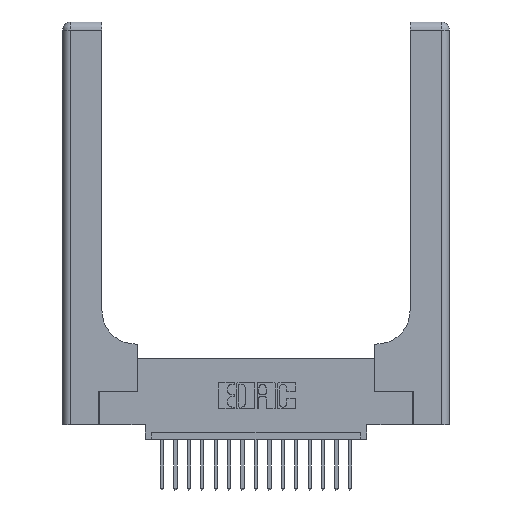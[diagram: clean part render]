
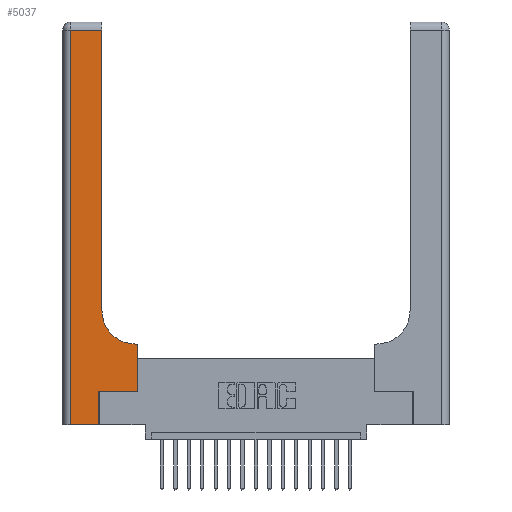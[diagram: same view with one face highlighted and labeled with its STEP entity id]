
A CAD part, top view. The second image highlights one B-rep face of the part: STEP entity #5037.
In plain terms, the highlighted planar face has unit normal (0, 0, 1).
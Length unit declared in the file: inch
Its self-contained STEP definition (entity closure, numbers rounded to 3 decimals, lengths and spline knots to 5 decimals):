
#92 = VERTEX_POINT ( 'NONE', #19467 ) ;
#146 = EDGE_CURVE ( 'NONE', #19473, #15948, #11475, .T. ) ;
#154 = ORIENTED_EDGE ( 'NONE', *, *, #146, .T. ) ;
#472 = VERTEX_POINT ( 'NONE', #1353 ) ;
#1353 = CARTESIAN_POINT ( 'NONE',  ( 0.269, 0., 0.37 ) ) ;
#1379 = VECTOR ( 'NONE', #14037, 39.37008 ) ;
#1940 = VECTOR ( 'NONE', #2789, 39.37008 ) ;
#2212 = CARTESIAN_POINT ( 'NONE',  ( 0.2915, 3., 0.37 ) ) ;
#2557 = EDGE_LOOP ( 'NONE', ( #20249, #154, #3474, #7902, #4018, #9353, #19895, #6830, #12599 ) ) ;
#2789 = DIRECTION ( 'NONE',  ( 0., 1., 0. ) ) ;
#3026 = CARTESIAN_POINT ( 'NONE',  ( 0.269, 0.25, 0.37 ) ) ;
#3034 = DIRECTION ( 'NONE',  ( -1., 0., 0. ) ) ;
#3155 = DIRECTION ( 'NONE',  ( 0., 0., -1. ) ) ;
#3474 = ORIENTED_EDGE ( 'NONE', *, *, #19536, .T. ) ;
#3519 = CARTESIAN_POINT ( 'NONE',  ( 0.2915, 0.6, 0.37 ) ) ;
#3816 = VERTEX_POINT ( 'NONE', #13219 ) ;
#4018 = ORIENTED_EDGE ( 'NONE', *, *, #18257, .T. ) ;
#4257 = EDGE_CURVE ( 'NONE', #5636, #19473, #15823, .T. ) ;
#4553 = CARTESIAN_POINT ( 'NONE',  ( 0.2915, 0.85, 0.37 ) ) ;
#4676 = CARTESIAN_POINT ( 'NONE',  ( 0., 0., 0.37 ) ) ;
#5037 = ADVANCED_FACE ( 'NONE', ( #8485 ), #7781, .F. ) ;
#5060 = EDGE_CURVE ( 'NONE', #3816, #472, #12359, .T. ) ;
#5397 = EDGE_CURVE ( 'NONE', #92, #9902, #15500, .T. ) ;
#5636 = VERTEX_POINT ( 'NONE', #4553 ) ;
#6142 = VERTEX_POINT ( 'NONE', #15068 ) ;
#6244 = CARTESIAN_POINT ( 'NONE',  ( 0.269, 0., 0.37 ) ) ;
#6767 = VERTEX_POINT ( 'NONE', #3026 ) ;
#6771 = CARTESIAN_POINT ( 'NONE',  ( 0., 2.94, 0.37 ) ) ;
#6830 = ORIENTED_EDGE ( 'NONE', *, *, #17262, .T. ) ;
#7781 = PLANE ( 'NONE',  #11058 ) ;
#7902 = ORIENTED_EDGE ( 'NONE', *, *, #5060, .T. ) ;
#8485 = FACE_OUTER_BOUND ( 'NONE', #2557, .T. ) ;
#8608 = CARTESIAN_POINT ( 'NONE',  ( 0.06, 2.94, 0.37 ) ) ;
#8763 = LINE ( 'NONE', #14186, #16538 ) ;
#8982 = CIRCLE ( 'NONE', #14630, 0.25 ) ;
#9267 = VECTOR ( 'NONE', #11446, 39.37008 ) ;
#9353 = ORIENTED_EDGE ( 'NONE', *, *, #13762, .T. ) ;
#9688 = DIRECTION ( 'NONE',  ( 1., 0., 0. ) ) ;
#9902 = VERTEX_POINT ( 'NONE', #10974 ) ;
#10940 = VECTOR ( 'NONE', #14642, 39.37008 ) ;
#10974 = CARTESIAN_POINT ( 'NONE',  ( 0.5585, 0.6, 0.37 ) ) ;
#11058 = AXIS2_PLACEMENT_3D ( 'NONE', #13967, #3155, #3034 ) ;
#11446 = DIRECTION ( 'NONE',  ( 0., 1., 0. ) ) ;
#11475 = LINE ( 'NONE', #6771, #14344 ) ;
#11510 = LINE ( 'NONE', #3519, #19299 ) ;
#11926 = DIRECTION ( 'NONE',  ( 0., 0., -1. ) ) ;
#12342 = VECTOR ( 'NONE', #20214, 39.37008 ) ;
#12359 = LINE ( 'NONE', #4676, #1379 ) ;
#12599 = ORIENTED_EDGE ( 'NONE', *, *, #20130, .T. ) ;
#12981 = DIRECTION ( 'NONE',  ( -1., 0., 0. ) ) ;
#13219 = CARTESIAN_POINT ( 'NONE',  ( 0.06, 0., 0.37 ) ) ;
#13762 = EDGE_CURVE ( 'NONE', #6767, #92, #8763, .T. ) ;
#13967 = CARTESIAN_POINT ( 'NONE',  ( 0., 3., 0.37 ) ) ;
#14037 = DIRECTION ( 'NONE',  ( 1., 0., 0. ) ) ;
#14186 = CARTESIAN_POINT ( 'NONE',  ( 0.269, 0.25, 0.37 ) ) ;
#14293 = CARTESIAN_POINT ( 'NONE',  ( 0.2915, 2.94, 0.37 ) ) ;
#14344 = VECTOR ( 'NONE', #15859, 39.37008 ) ;
#14617 = DIRECTION ( 'NONE',  ( 1., 0., 0. ) ) ;
#14630 = AXIS2_PLACEMENT_3D ( 'NONE', #18635, #11926, #14617 ) ;
#14642 = DIRECTION ( 'NONE',  ( 0., -1., 0. ) ) ;
#15068 = CARTESIAN_POINT ( 'NONE',  ( 0.5415, 0.6, 0.37 ) ) ;
#15500 = LINE ( 'NONE', #20087, #12342 ) ;
#15823 = LINE ( 'NONE', #2212, #9267 ) ;
#15859 = DIRECTION ( 'NONE',  ( -1., 0., 0. ) ) ;
#15948 = VERTEX_POINT ( 'NONE', #8608 ) ;
#16538 = VECTOR ( 'NONE', #9688, 39.37008 ) ;
#17262 = EDGE_CURVE ( 'NONE', #9902, #6142, #11510, .T. ) ;
#17679 = CARTESIAN_POINT ( 'NONE',  ( 0.06, 3., 0.37 ) ) ;
#18257 = EDGE_CURVE ( 'NONE', #472, #6767, #20035, .T. ) ;
#18635 = CARTESIAN_POINT ( 'NONE',  ( 0.5415, 0.85, 0.37 ) ) ;
#19299 = VECTOR ( 'NONE', #12981, 39.37008 ) ;
#19467 = CARTESIAN_POINT ( 'NONE',  ( 0.5585, 0.25, 0.37 ) ) ;
#19473 = VERTEX_POINT ( 'NONE', #14293 ) ;
#19536 = EDGE_CURVE ( 'NONE', #15948, #3816, #19727, .T. ) ;
#19727 = LINE ( 'NONE', #17679, #10940 ) ;
#19895 = ORIENTED_EDGE ( 'NONE', *, *, #5397, .T. ) ;
#20035 = LINE ( 'NONE', #6244, #1940 ) ;
#20087 = CARTESIAN_POINT ( 'NONE',  ( 0.5585, 0.25, 0.37 ) ) ;
#20130 = EDGE_CURVE ( 'NONE', #6142, #5636, #8982, .T. ) ;
#20214 = DIRECTION ( 'NONE',  ( 0., 1., 0. ) ) ;
#20249 = ORIENTED_EDGE ( 'NONE', *, *, #4257, .T. ) ;
